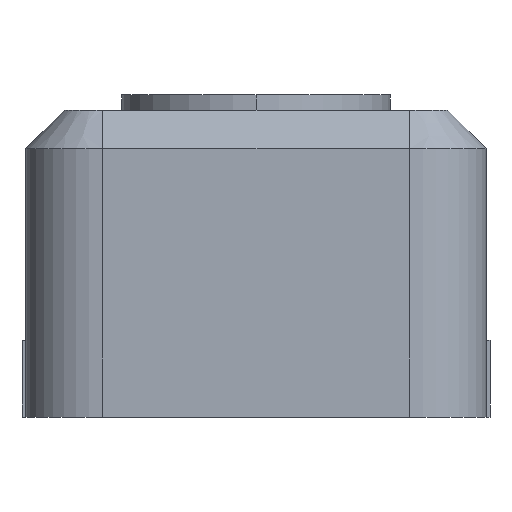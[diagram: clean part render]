
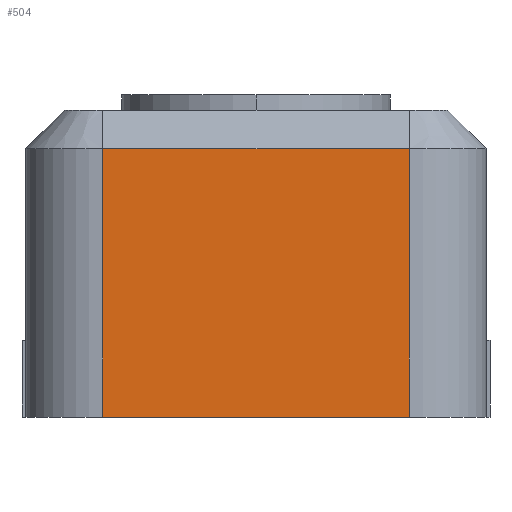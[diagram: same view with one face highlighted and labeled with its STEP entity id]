
A CAD part, left-side view. The second image highlights one B-rep face of the part: STEP entity #504.
In plain terms, the highlighted planar face has unit normal (-1, 0, 0).
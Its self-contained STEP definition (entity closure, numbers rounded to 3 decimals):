
#53 = VERTEX_POINT ( 'NONE', #580 ) ;
#92 = ORIENTED_EDGE ( 'NONE', *, *, #281, .T. ) ;
#134 = VECTOR ( 'NONE', #208, 1000. ) ;
#136 = CARTESIAN_POINT ( 'NONE',  ( -6., 4., 8. ) ) ;
#152 = LINE ( 'NONE', #405, #566 ) ;
#176 = CARTESIAN_POINT ( 'NONE',  ( -6., 4., 7. ) ) ;
#208 = DIRECTION ( 'NONE',  ( 0., -1., 0. ) ) ;
#281 = EDGE_CURVE ( 'NONE', #829, #500, #831, .T. ) ;
#287 = EDGE_CURVE ( 'NONE', #655, #829, #703, .T. ) ;
#405 = CARTESIAN_POINT ( 'NONE',  ( -6., -4., 8. ) ) ;
#416 = FACE_OUTER_BOUND ( 'NONE', #830, .T. ) ;
#485 = ORIENTED_EDGE ( 'NONE', *, *, #607, .T. ) ;
#500 = VERTEX_POINT ( 'NONE', #798 ) ;
#504 = ADVANCED_FACE ( 'NONE', ( #416 ), #626, .F. ) ;
#526 = AXIS2_PLACEMENT_3D ( 'NONE', #961, #722, #968 ) ;
#529 = VECTOR ( 'NONE', #702, 1000. ) ;
#551 = CARTESIAN_POINT ( 'NONE',  ( -6., 4., 7. ) ) ;
#566 = VECTOR ( 'NONE', #826, 1000. ) ;
#580 = CARTESIAN_POINT ( 'NONE',  ( -6., -4., 7. ) ) ;
#607 = EDGE_CURVE ( 'NONE', #53, #655, #732, .T. ) ;
#626 = PLANE ( 'NONE',  #526 ) ;
#655 = VERTEX_POINT ( 'NONE', #551 ) ;
#658 = DIRECTION ( 'NONE',  ( 0., 0., -1. ) ) ;
#659 = VECTOR ( 'NONE', #658, 1000. ) ;
#670 = CARTESIAN_POINT ( 'NONE',  ( -6., 6., 0. ) ) ;
#702 = DIRECTION ( 'NONE',  ( 0., 1., 0. ) ) ;
#703 = LINE ( 'NONE', #136, #659 ) ;
#722 = DIRECTION ( 'NONE',  ( 1., 0., 0. ) ) ;
#732 = LINE ( 'NONE', #176, #529 ) ;
#740 = CARTESIAN_POINT ( 'NONE',  ( -6., 4., 0. ) ) ;
#798 = CARTESIAN_POINT ( 'NONE',  ( -6., -4., 0. ) ) ;
#826 = DIRECTION ( 'NONE',  ( 0., 0., 1. ) ) ;
#829 = VERTEX_POINT ( 'NONE', #740 ) ;
#830 = EDGE_LOOP ( 'NONE', ( #884, #485, #870, #92 ) ) ;
#831 = LINE ( 'NONE', #670, #134 ) ;
#845 = EDGE_CURVE ( 'NONE', #500, #53, #152, .T. ) ;
#870 = ORIENTED_EDGE ( 'NONE', *, *, #287, .T. ) ;
#884 = ORIENTED_EDGE ( 'NONE', *, *, #845, .T. ) ;
#961 = CARTESIAN_POINT ( 'NONE',  ( -6., 6., 8. ) ) ;
#968 = DIRECTION ( 'NONE',  ( 0., 0., -1. ) ) ;
